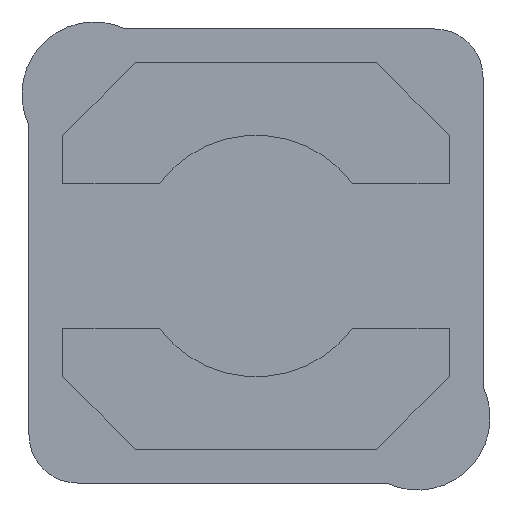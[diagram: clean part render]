
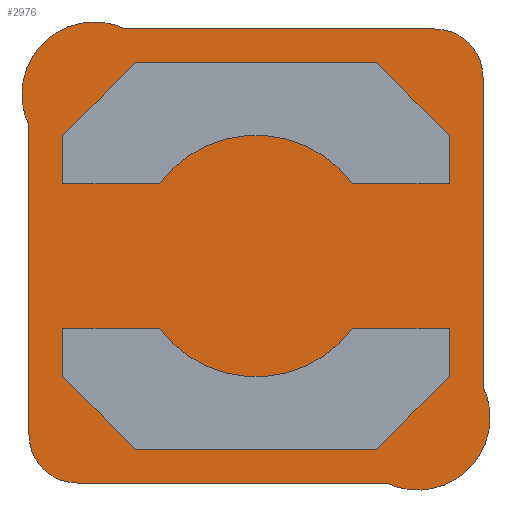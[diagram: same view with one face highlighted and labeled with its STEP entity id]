
A CAD part, front view. The second image highlights one B-rep face of the part: STEP entity #2976.
In plain terms, the highlighted planar face has unit normal (0, -1, 0).
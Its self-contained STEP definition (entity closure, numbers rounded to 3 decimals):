
#180=FACE_BOUND('',#666,.T.);
#181=FACE_BOUND('',#667,.T.);
#326=CIRCLE('',#3011,1.25);
#328=CIRCLE('',#3020,1.25);
#334=CIRCLE('',#3110,0.75);
#335=CIRCLE('',#3112,0.5);
#336=CIRCLE('',#3113,0.75);
#337=CIRCLE('',#3114,0.5);
#496=FACE_OUTER_BOUND('',#665,.T.);
#665=EDGE_LOOP('',(#2664,#2665,#2666,#2667,#2668,#2669,#2670,#2671));
#666=EDGE_LOOP('',(#2672,#2673,#2674,#2675,#2676,#2677,#2678,#2679));
#667=EDGE_LOOP('',(#2680,#2681,#2682,#2683,#2684,#2685,#2686,#2687));
#678=LINE('',#3726,#971);
#682=LINE('',#3734,#975);
#685=LINE('',#3740,#978);
#689=LINE('',#3752,#982);
#692=LINE('',#3758,#985);
#695=LINE('',#3764,#988);
#698=LINE('',#3769,#991);
#700=LINE('',#3775,#993);
#705=LINE('',#3789,#998);
#708=LINE('',#3795,#1001);
#711=LINE('',#3801,#1004);
#714=LINE('',#3807,#1007);
#717=LINE('',#3813,#1010);
#720=LINE('',#3818,#1013);
#957=LINE('',#5292,#1250);
#958=LINE('',#5296,#1251);
#959=LINE('',#5300,#1252);
#960=LINE('',#5303,#1253);
#971=VECTOR('',#3151,10.);
#975=VECTOR('',#3157,10.);
#978=VECTOR('',#3162,10.);
#982=VECTOR('',#3174,10.);
#985=VECTOR('',#3179,10.);
#988=VECTOR('',#3184,10.);
#991=VECTOR('',#3189,10.);
#993=VECTOR('',#3195,10.);
#998=VECTOR('',#3208,10.);
#1001=VECTOR('',#3213,10.);
#1004=VECTOR('',#3218,10.);
#1007=VECTOR('',#3223,10.);
#1010=VECTOR('',#3228,10.);
#1013=VECTOR('',#3233,10.);
#1250=VECTOR('',#3638,10.);
#1251=VECTOR('',#3641,10.);
#1252=VECTOR('',#3644,10.);
#1253=VECTOR('',#3647,10.);
#1264=VERTEX_POINT('',#3724);
#1265=VERTEX_POINT('',#3725);
#1268=VERTEX_POINT('',#3733);
#1270=VERTEX_POINT('',#3739);
#1272=VERTEX_POINT('',#3745);
#1274=VERTEX_POINT('',#3751);
#1276=VERTEX_POINT('',#3757);
#1278=VERTEX_POINT('',#3763);
#1280=VERTEX_POINT('',#3773);
#1281=VERTEX_POINT('',#3774);
#1284=VERTEX_POINT('',#3782);
#1286=VERTEX_POINT('',#3788);
#1288=VERTEX_POINT('',#3794);
#1290=VERTEX_POINT('',#3800);
#1292=VERTEX_POINT('',#3806);
#1294=VERTEX_POINT('',#3812);
#1522=VERTEX_POINT('',#5285);
#1523=VERTEX_POINT('',#5287);
#1524=VERTEX_POINT('',#5291);
#1525=VERTEX_POINT('',#5293);
#1526=VERTEX_POINT('',#5295);
#1527=VERTEX_POINT('',#5297);
#1528=VERTEX_POINT('',#5299);
#1529=VERTEX_POINT('',#5301);
#1530=EDGE_CURVE('',#1264,#1265,#678,.T.);
#1534=EDGE_CURVE('',#1265,#1268,#682,.T.);
#1537=EDGE_CURVE('',#1268,#1270,#685,.T.);
#1540=EDGE_CURVE('',#1270,#1272,#326,.T.);
#1543=EDGE_CURVE('',#1272,#1274,#689,.T.);
#1546=EDGE_CURVE('',#1274,#1276,#692,.T.);
#1549=EDGE_CURVE('',#1276,#1278,#695,.T.);
#1552=EDGE_CURVE('',#1278,#1264,#698,.T.);
#1554=EDGE_CURVE('',#1280,#1281,#700,.T.);
#1558=EDGE_CURVE('',#1281,#1284,#328,.T.);
#1561=EDGE_CURVE('',#1284,#1286,#705,.T.);
#1564=EDGE_CURVE('',#1286,#1288,#708,.T.);
#1567=EDGE_CURVE('',#1288,#1290,#711,.T.);
#1570=EDGE_CURVE('',#1290,#1292,#714,.T.);
#1573=EDGE_CURVE('',#1292,#1294,#717,.T.);
#1576=EDGE_CURVE('',#1294,#1280,#720,.T.);
#1912=EDGE_CURVE('',#1523,#1522,#334,.T.);
#1914=EDGE_CURVE('',#1522,#1524,#957,.T.);
#1915=EDGE_CURVE('',#1524,#1525,#335,.T.);
#1916=EDGE_CURVE('',#1525,#1526,#958,.T.);
#1917=EDGE_CURVE('',#1526,#1527,#336,.T.);
#1918=EDGE_CURVE('',#1527,#1528,#959,.T.);
#1919=EDGE_CURVE('',#1528,#1529,#337,.T.);
#1920=EDGE_CURVE('',#1529,#1523,#960,.T.);
#2664=ORIENTED_EDGE('',*,*,#1912,.T.);
#2665=ORIENTED_EDGE('',*,*,#1914,.T.);
#2666=ORIENTED_EDGE('',*,*,#1915,.T.);
#2667=ORIENTED_EDGE('',*,*,#1916,.T.);
#2668=ORIENTED_EDGE('',*,*,#1917,.T.);
#2669=ORIENTED_EDGE('',*,*,#1918,.T.);
#2670=ORIENTED_EDGE('',*,*,#1919,.T.);
#2671=ORIENTED_EDGE('',*,*,#1920,.T.);
#2672=ORIENTED_EDGE('',*,*,#1530,.T.);
#2673=ORIENTED_EDGE('',*,*,#1534,.T.);
#2674=ORIENTED_EDGE('',*,*,#1537,.T.);
#2675=ORIENTED_EDGE('',*,*,#1540,.T.);
#2676=ORIENTED_EDGE('',*,*,#1543,.T.);
#2677=ORIENTED_EDGE('',*,*,#1546,.T.);
#2678=ORIENTED_EDGE('',*,*,#1549,.T.);
#2679=ORIENTED_EDGE('',*,*,#1552,.T.);
#2680=ORIENTED_EDGE('',*,*,#1554,.T.);
#2681=ORIENTED_EDGE('',*,*,#1558,.T.);
#2682=ORIENTED_EDGE('',*,*,#1561,.T.);
#2683=ORIENTED_EDGE('',*,*,#1564,.T.);
#2684=ORIENTED_EDGE('',*,*,#1567,.T.);
#2685=ORIENTED_EDGE('',*,*,#1570,.T.);
#2686=ORIENTED_EDGE('',*,*,#1573,.T.);
#2687=ORIENTED_EDGE('',*,*,#1576,.T.);
#2825=PLANE('',#3111);
#2976=ADVANCED_FACE('',(#496,#180,#181),#2825,.T.);
#3011=AXIS2_PLACEMENT_3D('',#3746,#3167,#3168);
#3020=AXIS2_PLACEMENT_3D('',#3783,#3201,#3202);
#3110=AXIS2_PLACEMENT_3D('',#5288,#3633,#3634);
#3111=AXIS2_PLACEMENT_3D('',#5290,#3636,#3637);
#3112=AXIS2_PLACEMENT_3D('',#5294,#3639,#3640);
#3113=AXIS2_PLACEMENT_3D('',#5298,#3642,#3643);
#3114=AXIS2_PLACEMENT_3D('',#5302,#3645,#3646);
#3151=DIRECTION('',(-0.707,0.,0.707));
#3157=DIRECTION('',(0.,0.,1.));
#3162=DIRECTION('',(1.,0.,0.));
#3167=DIRECTION('center_axis',(0.,-1.,0.));
#3168=DIRECTION('ref_axis',(-1.,0.,0.));
#3174=DIRECTION('',(1.,0.,0.));
#3179=DIRECTION('',(0.,0.,-1.));
#3184=DIRECTION('',(-0.707,0.,-0.707));
#3189=DIRECTION('',(-1.,0.,0.));
#3195=DIRECTION('',(-1.,0.,0.));
#3201=DIRECTION('center_axis',(0.,-1.,0.));
#3202=DIRECTION('ref_axis',(-1.,0.,0.));
#3208=DIRECTION('',(-1.,0.,0.));
#3213=DIRECTION('',(0.,0.,1.));
#3218=DIRECTION('',(0.707,0.,0.707));
#3223=DIRECTION('',(1.,0.,0.));
#3228=DIRECTION('',(0.707,0.,-0.707));
#3233=DIRECTION('',(0.,0.,-1.));
#3633=DIRECTION('center_axis',(0.,-1.,0.));
#3634=DIRECTION('ref_axis',(0.431,0.,0.902));
#3636=DIRECTION('center_axis',(0.,-1.,0.));
#3637=DIRECTION('ref_axis',(0.,0.,-1.));
#3638=DIRECTION('',(0.,0.,-1.));
#3639=DIRECTION('center_axis',(0.,-1.,0.));
#3640=DIRECTION('ref_axis',(-1.,0.,0.));
#3641=DIRECTION('',(1.,0.,0.));
#3642=DIRECTION('center_axis',(0.,-1.,0.));
#3643=DIRECTION('ref_axis',(-0.431,0.,-0.902));
#3644=DIRECTION('',(0.,0.,1.));
#3645=DIRECTION('center_axis',(0.,-1.,0.));
#3646=DIRECTION('ref_axis',(1.,0.,0.));
#3647=DIRECTION('',(-1.,0.,0.));
#3724=CARTESIAN_POINT('',(-1.25,-0.5,-2.));
#3725=CARTESIAN_POINT('',(-2.,-0.5,-1.25));
#3726=CARTESIAN_POINT('',(-2.803,-0.5,-0.447));
#3733=CARTESIAN_POINT('',(-2.,-0.5,-0.75));
#3734=CARTESIAN_POINT('',(-2.,-0.5,0.516));
#3739=CARTESIAN_POINT('',(-1.,-0.5,-0.75));
#3740=CARTESIAN_POINT('',(-1.589,-0.5,-0.75));
#3745=CARTESIAN_POINT('',(1.,-0.5,-0.75));
#3746=CARTESIAN_POINT('Origin',(0.,-0.5,0.));
#3751=CARTESIAN_POINT('',(2.,-0.5,-0.75));
#3752=CARTESIAN_POINT('',(-0.089,-0.5,-0.75));
#3757=CARTESIAN_POINT('',(2.,-0.5,-1.25));
#3758=CARTESIAN_POINT('',(2.,-0.5,0.266));
#3763=CARTESIAN_POINT('',(1.25,-0.5,-2.));
#3764=CARTESIAN_POINT('',(1.339,-0.5,-1.911));
#3769=CARTESIAN_POINT('',(-1.714,-0.5,-2.));
#3773=CARTESIAN_POINT('',(2.,-0.5,0.75));
#3774=CARTESIAN_POINT('',(1.,-0.5,0.75));
#3775=CARTESIAN_POINT('',(-0.589,-0.5,0.75));
#3782=CARTESIAN_POINT('',(-1.,-0.5,0.75));
#3783=CARTESIAN_POINT('Origin',(0.,-0.5,0.));
#3788=CARTESIAN_POINT('',(-2.,-0.5,0.75));
#3789=CARTESIAN_POINT('',(-2.089,-0.5,0.75));
#3794=CARTESIAN_POINT('',(-2.,-0.5,1.25));
#3795=CARTESIAN_POINT('',(-2.,-0.5,1.516));
#3800=CARTESIAN_POINT('',(-1.25,-0.5,2.));
#3801=CARTESIAN_POINT('',(-1.536,-0.5,1.714));
#3806=CARTESIAN_POINT('',(1.25,-0.5,2.));
#3807=CARTESIAN_POINT('',(-0.464,-0.5,2.));
#3812=CARTESIAN_POINT('',(2.,-0.5,1.25));
#3813=CARTESIAN_POINT('',(0.822,-0.5,2.428));
#3818=CARTESIAN_POINT('',(2.,-0.5,1.266));
#5285=CARTESIAN_POINT('',(-2.35,-0.5,1.35));
#5287=CARTESIAN_POINT('',(-1.35,-0.5,2.35));
#5288=CARTESIAN_POINT('Origin',(-1.673,-0.5,1.673));
#5290=CARTESIAN_POINT('Origin',(-2.178,-0.5,1.782));
#5291=CARTESIAN_POINT('',(-2.35,-0.5,-1.85));
#5292=CARTESIAN_POINT('',(-2.35,-0.5,1.35));
#5293=CARTESIAN_POINT('',(-1.85,-0.5,-2.35));
#5294=CARTESIAN_POINT('Origin',(-1.85,-0.5,-1.85));
#5295=CARTESIAN_POINT('',(1.35,-0.5,-2.35));
#5296=CARTESIAN_POINT('',(-1.85,-0.5,-2.35));
#5297=CARTESIAN_POINT('',(2.35,-0.5,-1.35));
#5298=CARTESIAN_POINT('Origin',(1.673,-0.5,-1.673));
#5299=CARTESIAN_POINT('',(2.35,-0.5,1.85));
#5300=CARTESIAN_POINT('',(2.35,-0.5,-1.35));
#5301=CARTESIAN_POINT('',(1.85,-0.5,2.35));
#5302=CARTESIAN_POINT('Origin',(1.85,-0.5,1.85));
#5303=CARTESIAN_POINT('',(1.85,-0.5,2.35));
